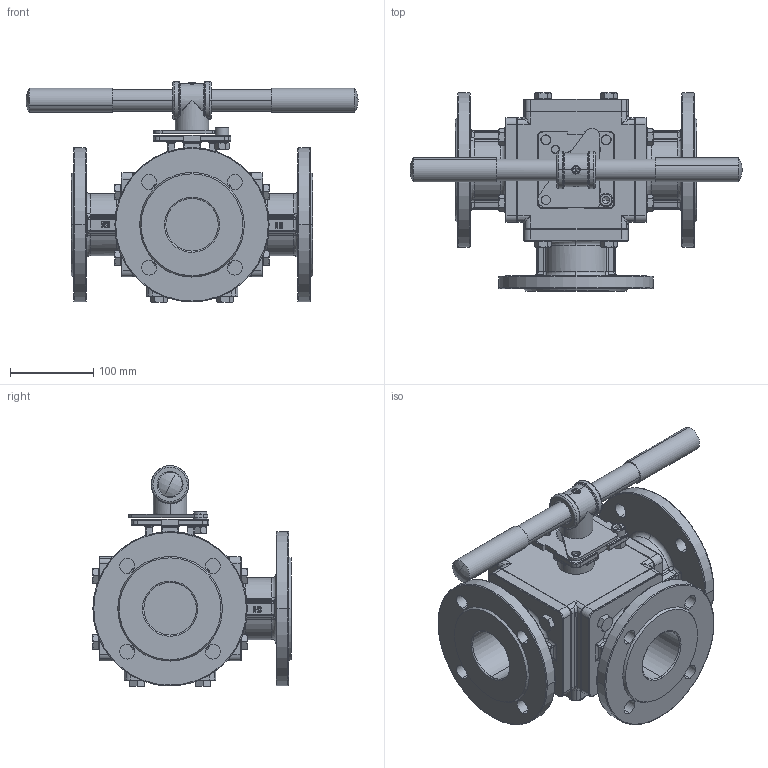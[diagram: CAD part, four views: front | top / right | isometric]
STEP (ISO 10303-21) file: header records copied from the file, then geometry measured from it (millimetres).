
FILE_DESCRIPTION(('HOOPS Exchange Step'),'2;1');
FILE_NAME('FK0900_PN16_DN65.stp','2025-08-29T14:25:55+02:00',('nieru'),('Unknown organisation'),'HOOPS Exchange 2024.2','HOOPS Exchange','Unknown authorisation');
FILE_SCHEMA( ('AP203_CONFIGURATION_CONTROLLED_3D_DESIGN_OF_MECHANICAL_PARTS_AND_ASSEMBLIES_MIM_LF') );
Length unit declared in the file: millimetre
Products named in the file (2): 0; root
Assembly tree (1 placements, depth 2):
  root
    0
Bounding box: 397.92 x 237.5 x 264.5 mm (x, y, z)
Volume: 5238616.1 mm3; surface area: 482652.1 mm2
Topology: 1 solids, 1 shells, 2342 faces, 5993 edges, 3791 vertices
Faces by surface type: plane 910, bspline 568, cylinder 512, cone 204, torus 116, sphere 32
Entity records: 83840 total; most frequent: CARTESIAN_POINT 32455, ORIENTED_EDGE 11902, DIRECTION 8544, EDGE_CURVE 5951, VERTEX_POINT 3791, AXIS2_PLACEMENT_3D 2912, VECTOR 2720, LINE 2720
